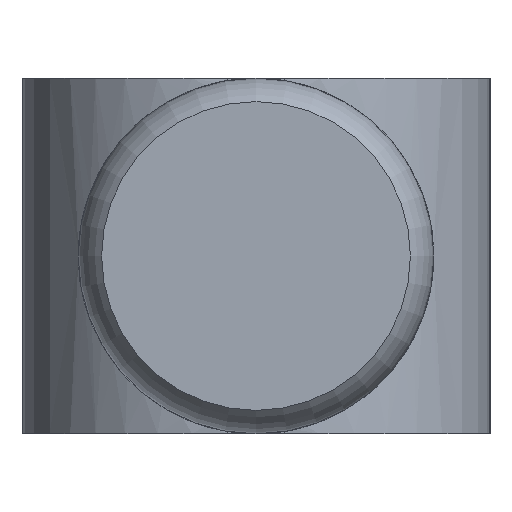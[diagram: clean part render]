
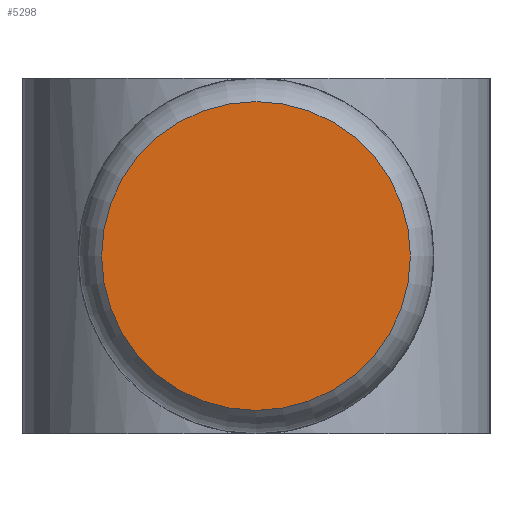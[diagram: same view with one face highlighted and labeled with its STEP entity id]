
A CAD part, left-side view. The second image highlights one B-rep face of the part: STEP entity #5298.
In plain terms, the highlighted planar face has unit normal (-1, 0, 0).
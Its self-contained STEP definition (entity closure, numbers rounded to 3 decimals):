
#98=CIRCLE($,#5597,8.25);
#267=FACE_OUTER_BOUND($,#1724,.T.);
#1724=EDGE_LOOP($,(#4219));
#2425=VERTEX_POINT($,#8511);
#3066=EDGE_CURVE($,#2425,#2425,#98,.T.);
#4219=ORIENTED_EDGE($,*,*,#3066,.F.);
#5025=PLANE($,#5598);
#5298=ADVANCED_FACE($,(#267),#5025,.F.);
#5597=AXIS2_PLACEMENT_3D($,#8512,#6222,#6223);
#5598=AXIS2_PLACEMENT_3D($,#8513,#6224,#6225);
#6222=DIRECTION('center_axis',(1.,0.,0.));
#6223=DIRECTION('ref_axis',(0.,0.,-1.));
#6224=DIRECTION('center_axis',(1.,0.,0.));
#6225=DIRECTION('ref_axis',(0.,0.,-1.));
#8511=CARTESIAN_POINT('',(-119.,0.,8.25));
#8512=CARTESIAN_POINT('Origin',(-119.,0.,0.));
#8513=CARTESIAN_POINT('Origin',(-119.,0.,0.));
